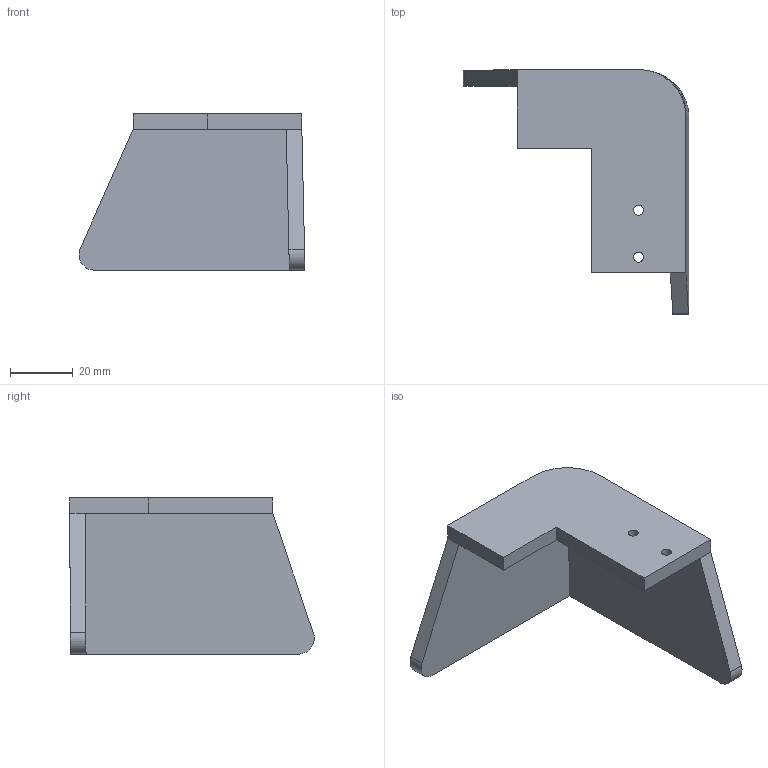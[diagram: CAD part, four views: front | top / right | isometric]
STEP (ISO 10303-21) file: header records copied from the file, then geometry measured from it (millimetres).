
FILE_DESCRIPTION(('FreeCAD Model'),'2;1');
FILE_NAME('Open CASCADE Shape Model','2025-03-12T19:15:08',(''),(''), 'Open CASCADE STEP processor 7.8','FreeCAD','Unknown');
FILE_SCHEMA(('AUTOMOTIVE_DESIGN { 1 0 10303 214 1 1 1 1 }'));
Length unit declared in the file: millimetre
Products named in the file (1): foot_rear_left001 (Mirror #4)
Bounding box: 72.3 x 78.23 x 50 mm (x, y, z)
Volume: 39894.6 mm3; surface area: 18411.6 mm2
Topology: 1 solids, 1 shells, 21 faces, 51 edges, 32 vertices
Faces by surface type: bspline 9, plane 9, cylinder 3
Full cylindrical faces by diameter (mm): 3.2 x2
Entity records: 874 total; most frequent: CARTESIAN_POINT 408, ORIENTED_EDGE 102, DIRECTION 67, EDGE_CURVE 51, VERTEX_POINT 32, LINE 29, VECTOR 29, FACE_BOUND 25
